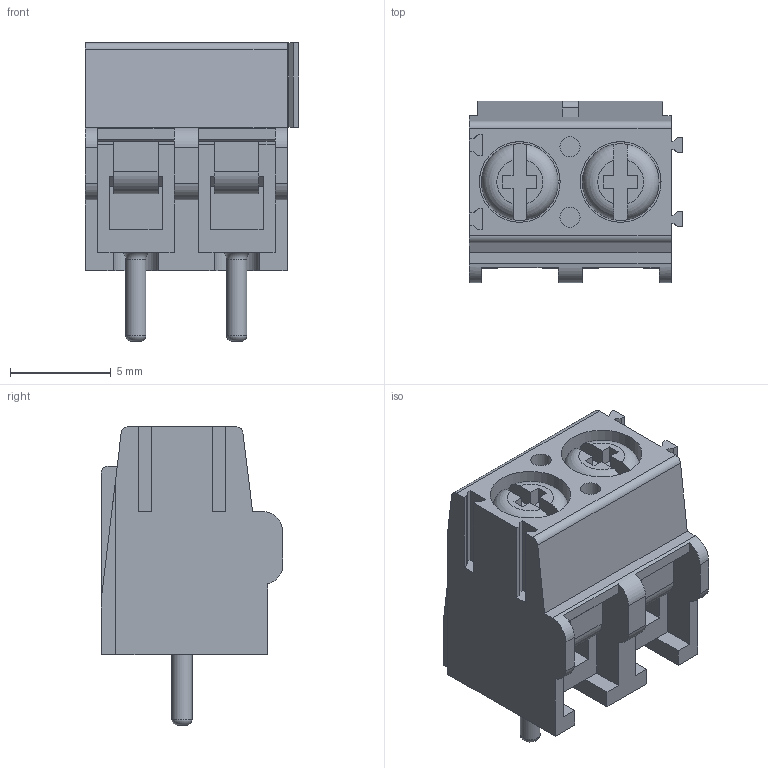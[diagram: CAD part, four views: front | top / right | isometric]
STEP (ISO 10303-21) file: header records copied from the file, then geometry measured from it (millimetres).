
FILE_DESCRIPTION(/* description */ ('Unknown'),/* implementation_level */ '2;1');
FILE_NAME(/* name */ '1989447',/* time_stamp */ '2024-11-26T08:53:41+02:00',/* author */ ('Unknown'),/* organization */ ('Unknown'),/* preprocessor_version */ 'ST-DEVELOPER v18.102',/* originating_system */ 'Solid Edge',/* authorisation */ 'Unknown');
FILE_SCHEMA (('AUTOMOTIVE_DESIGN {1 0 10303 214 3 1 1}'));
Length unit declared in the file: millimetre
Products named in the file (1): 1989447
Bounding box: 10.57 x 9 x 14.8 mm (x, y, z)
Volume: 703.1 mm3; surface area: 942 mm2
Topology: 1 solids, 1 shells, 170 faces, 461 edges, 305 vertices
Faces by surface type: plane 139, cylinder 23, torus 8
Full cylindrical faces by diameter (mm): 1 x4, 3.8 x2, 4 x2
Entity records: 6436 total; most frequent: CARTESIAN_POINT 951, ORIENTED_EDGE 892, DIRECTION 844, EDGE_CURVE 446, LINE 374, VECTOR 374, VERTEX_POINT 302, AXIS2_PLACEMENT_3D 235
